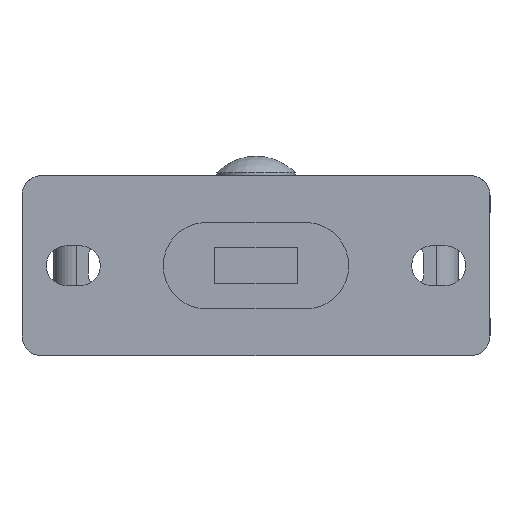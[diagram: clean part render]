
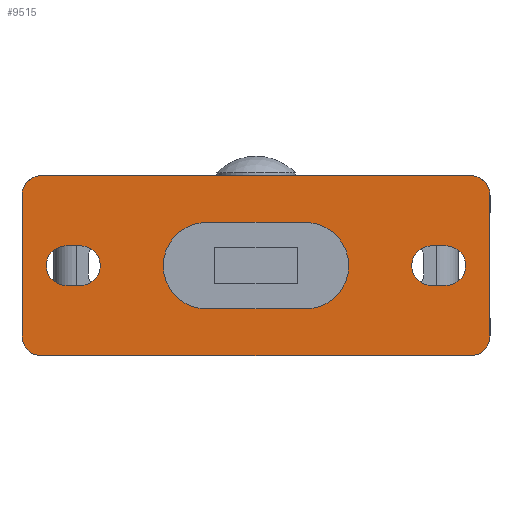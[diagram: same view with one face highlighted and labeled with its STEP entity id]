
A CAD part, front view. The second image highlights one B-rep face of the part: STEP entity #9515.
In plain terms, the highlighted planar face has unit normal (0, -1, 0).
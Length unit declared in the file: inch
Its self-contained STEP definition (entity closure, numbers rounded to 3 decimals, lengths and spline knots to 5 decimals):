
#4614=CARTESIAN_POINT('',(-1.19,-0.77,0.5));
#4615=VERTEX_POINT('',#4614);
#4622=CARTESIAN_POINT('',(1.19,-0.77,0.5));
#4623=VERTEX_POINT('',#4622);
#4624=CARTESIAN_POINT('',(1.19,-0.77,0.5));
#4625=DIRECTION('',(-1.0,0.0,0.0));
#4626=VECTOR('',#4625,2.38);
#4627=LINE('',#4624,#4626);
#4628=EDGE_CURVE('',#4623,#4615,#4627,.T.);
#5809=CARTESIAN_POINT('',(-1.19,-0.77,-0.5));
#5810=VERTEX_POINT('',#5809);
#5817=CARTESIAN_POINT('',(-1.3,-0.77,-0.39));
#5818=VERTEX_POINT('',#5817);
#5819=CARTESIAN_POINT('',(-1.19,-0.77,-0.39));
#5820=DIRECTION('',(0.,1.0,0.));
#5821=DIRECTION('',(-0.707,0.,-0.707));
#5822=AXIS2_PLACEMENT_3D('',#5819,#5820,#5821);
#5823=CIRCLE('',#5822,0.11);
#5824=EDGE_CURVE('',#5810,#5818,#5823,.T.);
#5840=CARTESIAN_POINT('',(-1.055,-0.77,-0.11));
#5841=VERTEX_POINT('',#5840);
#5850=CARTESIAN_POINT('',(-0.975,-0.77,-0.11));
#5851=VERTEX_POINT('',#5850);
#5852=CARTESIAN_POINT('',(-0.975,-0.77,-0.11));
#5853=DIRECTION('',(-1.0,0.0,0.0));
#5854=VECTOR('',#5853,0.08);
#5855=LINE('',#5852,#5854);
#5856=EDGE_CURVE('',#5851,#5841,#5855,.T.);
#6757=CARTESIAN_POINT('',(-1.3,-0.77,0.39));
#6758=VERTEX_POINT('',#6757);
#6759=CARTESIAN_POINT('',(-1.3,-0.77,0.39));
#6760=DIRECTION('',(0.0,0.0,-1.0));
#6761=VECTOR('',#6760,0.78);
#6762=LINE('',#6759,#6761);
#6763=EDGE_CURVE('',#6758,#5818,#6762,.T.);
#6781=CARTESIAN_POINT('',(-1.19,-0.77,0.39));
#6782=DIRECTION('',(0.,-1.0,0.));
#6783=DIRECTION('',(-0.707,0.,0.707));
#6784=AXIS2_PLACEMENT_3D('',#6781,#6782,#6783);
#6785=CIRCLE('',#6784,0.11);
#6786=EDGE_CURVE('',#4615,#6758,#6785,.T.);
#6900=CARTESIAN_POINT('',(-1.055,-0.77,0.11));
#6901=VERTEX_POINT('',#6900);
#6902=CARTESIAN_POINT('',(-1.055,-0.77,0.));
#6903=DIRECTION('',(0.0,1.0,0.0));
#6904=DIRECTION('',(-0.707,0.0,-0.707));
#6905=AXIS2_PLACEMENT_3D('',#6902,#6903,#6904);
#6906=CIRCLE('',#6905,0.11);
#6907=EDGE_CURVE('',#5841,#6901,#6906,.T.);
#6925=CARTESIAN_POINT('',(-0.275,-0.77,-0.24));
#6926=VERTEX_POINT('',#6925);
#6927=CARTESIAN_POINT('',(-0.275,-0.77,0.24));
#6928=VERTEX_POINT('',#6927);
#6929=CARTESIAN_POINT('',(-0.275,-0.77,0.));
#6930=DIRECTION('',(0.0,1.0,0.0));
#6931=DIRECTION('',(-0.707,0.0,-0.707));
#6932=AXIS2_PLACEMENT_3D('',#6929,#6930,#6931);
#6933=CIRCLE('',#6932,0.24);
#6934=EDGE_CURVE('',#6926,#6928,#6933,.T.);
#6969=CARTESIAN_POINT('',(-0.975,-0.77,0.11));
#6970=VERTEX_POINT('',#6969);
#6971=CARTESIAN_POINT('',(-0.975,-0.77,0.));
#6972=DIRECTION('',(0.0,-1.0,0.0));
#6973=DIRECTION('',(0.707,0.0,-0.707));
#6974=AXIS2_PLACEMENT_3D('',#6971,#6972,#6973);
#6975=CIRCLE('',#6974,0.11);
#6976=EDGE_CURVE('',#5851,#6970,#6975,.T.);
#7024=CARTESIAN_POINT('',(-0.975,-0.77,0.11));
#7025=DIRECTION('',(-1.0,0.0,0.0));
#7026=VECTOR('',#7025,0.08);
#7027=LINE('',#7024,#7026);
#7028=EDGE_CURVE('',#6970,#6901,#7027,.T.);
#8106=CARTESIAN_POINT('',(1.3,-0.77,-0.39));
#8107=VERTEX_POINT('',#8106);
#8114=CARTESIAN_POINT('',(1.19,-0.77,-0.5));
#8115=VERTEX_POINT('',#8114);
#8116=CARTESIAN_POINT('',(1.19,-0.77,-0.39));
#8117=DIRECTION('',(0.,-1.0,0.));
#8118=DIRECTION('',(0.707,0.,-0.707));
#8119=AXIS2_PLACEMENT_3D('',#8116,#8117,#8118);
#8120=CIRCLE('',#8119,0.11);
#8121=EDGE_CURVE('',#8115,#8107,#8120,.T.);
#8139=CARTESIAN_POINT('',(-1.19,-0.77,-0.5));
#8140=DIRECTION('',(1.0,0.0,0.0));
#8141=VECTOR('',#8140,2.38);
#8142=LINE('',#8139,#8141);
#8143=EDGE_CURVE('',#5810,#8115,#8142,.T.);
#8171=CARTESIAN_POINT('',(0.275,-0.77,-0.24));
#8172=VERTEX_POINT('',#8171);
#8173=CARTESIAN_POINT('',(-0.275,-0.77,-0.24));
#8174=DIRECTION('',(1.0,0.0,0.0));
#8175=VECTOR('',#8174,0.55);
#8176=LINE('',#8173,#8175);
#8177=EDGE_CURVE('',#6926,#8172,#8176,.T.);
#8233=CARTESIAN_POINT('',(1.055,-0.77,-0.11));
#8234=VERTEX_POINT('',#8233);
#8251=CARTESIAN_POINT('',(0.975,-0.77,-0.11));
#8252=VERTEX_POINT('',#8251);
#8259=CARTESIAN_POINT('',(0.975,-0.77,-0.11));
#8260=DIRECTION('',(1.0,0.0,0.0));
#8261=VECTOR('',#8260,0.08);
#8262=LINE('',#8259,#8261);
#8263=EDGE_CURVE('',#8252,#8234,#8262,.T.);
#9134=CARTESIAN_POINT('',(1.3,-0.77,0.39));
#9135=VERTEX_POINT('',#9134);
#9142=CARTESIAN_POINT('',(1.3,-0.77,0.39));
#9143=DIRECTION('',(0.0,0.0,-1.0));
#9144=VECTOR('',#9143,0.78);
#9145=LINE('',#9142,#9144);
#9146=EDGE_CURVE('',#9135,#8107,#9145,.T.);
#9160=CARTESIAN_POINT('',(1.19,-0.77,0.39));
#9161=DIRECTION('',(0.,1.0,0.));
#9162=DIRECTION('',(0.707,0.,0.707));
#9163=AXIS2_PLACEMENT_3D('',#9160,#9161,#9162);
#9164=CIRCLE('',#9163,0.11);
#9165=EDGE_CURVE('',#4623,#9135,#9164,.T.);
#9294=CARTESIAN_POINT('',(1.055,-0.77,0.11));
#9295=VERTEX_POINT('',#9294);
#9296=CARTESIAN_POINT('',(1.055,-0.77,0.));
#9297=DIRECTION('',(0.0,-1.0,0.0));
#9298=DIRECTION('',(0.707,0.0,-0.707));
#9299=AXIS2_PLACEMENT_3D('',#9296,#9297,#9298);
#9300=CIRCLE('',#9299,0.11);
#9301=EDGE_CURVE('',#8234,#9295,#9300,.T.);
#9362=CARTESIAN_POINT('',(0.275,-0.77,0.24));
#9363=VERTEX_POINT('',#9362);
#9364=CARTESIAN_POINT('',(0.275,-0.77,0.));
#9365=DIRECTION('',(0.0,-1.0,0.0));
#9366=DIRECTION('',(0.707,0.0,-0.707));
#9367=AXIS2_PLACEMENT_3D('',#9364,#9365,#9366);
#9368=CIRCLE('',#9367,0.24);
#9369=EDGE_CURVE('',#8172,#9363,#9368,.T.);
#9388=CARTESIAN_POINT('',(0.975,-0.77,0.11));
#9389=VERTEX_POINT('',#9388);
#9396=CARTESIAN_POINT('',(0.975,-0.77,0.));
#9397=DIRECTION('',(0.0,1.0,0.0));
#9398=DIRECTION('',(-0.707,0.0,-0.707));
#9399=AXIS2_PLACEMENT_3D('',#9396,#9397,#9398);
#9400=CIRCLE('',#9399,0.11);
#9401=EDGE_CURVE('',#8252,#9389,#9400,.T.);
#9443=CARTESIAN_POINT('',(-0.275,-0.77,0.24));
#9444=DIRECTION('',(1.0,0.0,0.0));
#9445=VECTOR('',#9444,0.55);
#9446=LINE('',#9443,#9445);
#9447=EDGE_CURVE('',#6928,#9363,#9446,.T.);
#9477=CARTESIAN_POINT('',(1.3,-0.77,0.0));
#9478=DIRECTION('',(0.0,-1.0,0.0));
#9479=DIRECTION('',(0.0,0.0,-1.0));
#9480=AXIS2_PLACEMENT_3D('',#9477,#9478,#9479);
#9481=PLANE('',#9480);
#9482=ORIENTED_EDGE('',*,*,#8143,.T.);
#9483=ORIENTED_EDGE('',*,*,#8121,.T.);
#9484=ORIENTED_EDGE('',*,*,#9146,.F.);
#9485=ORIENTED_EDGE('',*,*,#9165,.F.);
#9486=ORIENTED_EDGE('',*,*,#4628,.T.);
#9487=ORIENTED_EDGE('',*,*,#6786,.T.);
#9488=ORIENTED_EDGE('',*,*,#6763,.T.);
#9489=ORIENTED_EDGE('',*,*,#5824,.F.);
#9490=EDGE_LOOP('',(#9482,#9483,#9484,#9485,#9486,#9487,#9488,#9489));
#9491=FACE_OUTER_BOUND('',#9490,.T.);
#9492=ORIENTED_EDGE('',*,*,#6907,.T.);
#9493=ORIENTED_EDGE('',*,*,#7028,.F.);
#9494=ORIENTED_EDGE('',*,*,#6976,.F.);
#9495=ORIENTED_EDGE('',*,*,#5856,.T.);
#9496=EDGE_LOOP('',(#9492,#9493,#9494,#9495));
#9497=FACE_BOUND('',#9496,.T.);
#9498=ORIENTED_EDGE('',*,*,#8177,.F.);
#9499=ORIENTED_EDGE('',*,*,#6934,.T.);
#9500=ORIENTED_EDGE('',*,*,#9447,.T.);
#9501=ORIENTED_EDGE('',*,*,#9369,.F.);
#9502=EDGE_LOOP('',(#9498,#9499,#9500,#9501));
#9503=FACE_BOUND('',#9502,.T.);
#9504=ORIENTED_EDGE('',*,*,#9301,.F.);
#9505=ORIENTED_EDGE('',*,*,#8263,.F.);
#9506=ORIENTED_EDGE('',*,*,#9401,.T.);
#9507=CARTESIAN_POINT('',(0.975,-0.77,0.11));
#9508=DIRECTION('',(1.0,0.0,0.0));
#9509=VECTOR('',#9508,0.08);
#9510=LINE('',#9507,#9509);
#9511=EDGE_CURVE('',#9389,#9295,#9510,.T.);
#9512=ORIENTED_EDGE('',*,*,#9511,.T.);
#9513=EDGE_LOOP('',(#9504,#9505,#9506,#9512));
#9514=FACE_BOUND('',#9513,.T.);
#9515=ADVANCED_FACE('',(#9491,#9497,#9503,#9514),#9481,.T.);
